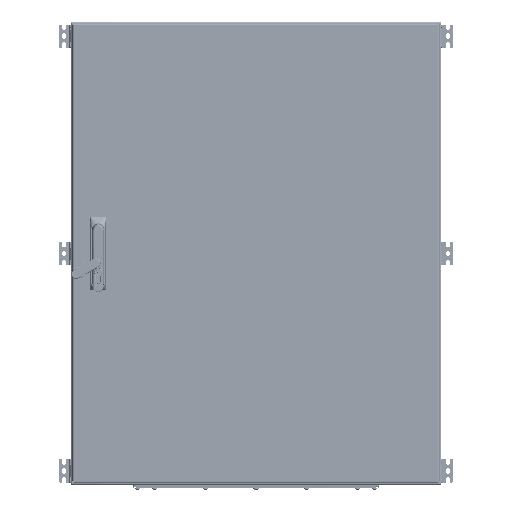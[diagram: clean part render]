
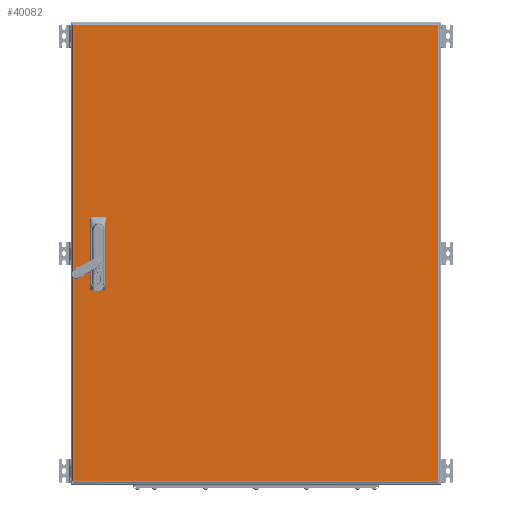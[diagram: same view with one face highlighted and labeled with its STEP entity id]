
A CAD part, top view. The second image highlights one B-rep face of the part: STEP entity #40082.
In plain terms, the highlighted planar face has unit normal (0, 0, 1).
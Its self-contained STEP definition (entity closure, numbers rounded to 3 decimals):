
#1035 = VECTOR ( 'NONE', #160052, 1000. ) ;
#4781 = VECTOR ( 'NONE', #162607, 1000. ) ;
#8600 = VERTEX_POINT ( 'NONE', #38668 ) ;
#10217 = CARTESIAN_POINT ( 'NONE',  ( -328.8, 75., 0. ) ) ;
#10830 = EDGE_CURVE ( 'NONE', #66889, #63860, #120968, .T. ) ;
#11314 = LINE ( 'NONE', #176770, #1035 ) ;
#12137 = VERTEX_POINT ( 'NONE', #50985 ) ;
#13563 = ORIENTED_EDGE ( 'NONE', *, *, #131606, .T. ) ;
#15357 = CARTESIAN_POINT ( 'NONE',  ( -353.8, -75., 0. ) ) ;
#20421 = ORIENTED_EDGE ( 'NONE', *, *, #107550, .F. ) ;
#22575 = VERTEX_POINT ( 'NONE', #83985 ) ;
#23053 = CARTESIAN_POINT ( 'NONE',  ( 394.293, 493., 0. ) ) ;
#23344 = CARTESIAN_POINT ( 'NONE',  ( 393., -494.293, 0. ) ) ;
#25234 = FACE_BOUND ( 'NONE', #65747, .T. ) ;
#25282 = ORIENTED_EDGE ( 'NONE', *, *, #47279, .F. ) ;
#25845 = ORIENTED_EDGE ( 'NONE', *, *, #35348, .F. ) ;
#26419 = CARTESIAN_POINT ( 'NONE',  ( -328.8, -75., 0. ) ) ;
#28946 = ORIENTED_EDGE ( 'NONE', *, *, #10830, .T. ) ;
#29074 = ORIENTED_EDGE ( 'NONE', *, *, #109247, .F. ) ;
#32307 = CARTESIAN_POINT ( 'NONE',  ( -353.8, -75., 0. ) ) ;
#33263 = CARTESIAN_POINT ( 'NONE',  ( 393., 493., 0. ) ) ;
#34829 = VECTOR ( 'NONE', #130549, 1000. ) ;
#35348 = EDGE_CURVE ( 'NONE', #8600, #44097, #116332, .T. ) ;
#35881 = CARTESIAN_POINT ( 'NONE',  ( -353.8, 25., 0. ) ) ;
#37146 = LINE ( 'NONE', #23344, #144908 ) ;
#38296 = VECTOR ( 'NONE', #174522, 1000. ) ;
#38668 = CARTESIAN_POINT ( 'NONE',  ( -353.8, 75., 0. ) ) ;
#39654 = EDGE_LOOP ( 'NONE', ( #99052, #13563, #175184, #28946 ) ) ;
#40082 = ADVANCED_FACE ( 'NONE', ( #25234, #73376, #71431 ), #42851, .F. ) ;
#42288 = ORIENTED_EDGE ( 'NONE', *, *, #133762, .T. ) ;
#42851 = PLANE ( 'NONE',  #191061 ) ;
#43363 = ORIENTED_EDGE ( 'NONE', *, *, #168915, .T. ) ;
#43501 = CARTESIAN_POINT ( 'NONE',  ( 0., 25., 0. ) ) ;
#44097 = VERTEX_POINT ( 'NONE', #35881 ) ;
#47279 = EDGE_CURVE ( 'NONE', #141766, #8600, #11314, .T. ) ;
#50051 = CARTESIAN_POINT ( 'NONE',  ( -328.8, 0., 0. ) ) ;
#50985 = CARTESIAN_POINT ( 'NONE',  ( -328.8, -25., 0. ) ) ;
#53352 = EDGE_CURVE ( 'NONE', #84253, #66889, #128393, .T. ) ;
#54494 = CARTESIAN_POINT ( 'NONE',  ( -328.8, -25., 0. ) ) ;
#57473 = EDGE_CURVE ( 'NONE', #64486, #44097, #147947, .T. ) ;
#59461 = VERTEX_POINT ( 'NONE', #26419 ) ;
#59950 = CARTESIAN_POINT ( 'NONE',  ( -353.8, -25., 0. ) ) ;
#62801 = CARTESIAN_POINT ( 'NONE',  ( -393., 494.293, 0. ) ) ;
#63831 = LINE ( 'NONE', #50051, #138360 ) ;
#63860 = VERTEX_POINT ( 'NONE', #121759 ) ;
#64486 = VERTEX_POINT ( 'NONE', #173710 ) ;
#64695 = VECTOR ( 'NONE', #175652, 1000. ) ;
#65747 = EDGE_LOOP ( 'NONE', ( #25845, #25282, #43363, #166878 ) ) ;
#66889 = VERTEX_POINT ( 'NONE', #104040 ) ;
#69175 = DIRECTION ( 'NONE',  ( -1., 0., 0. ) ) ;
#70603 = EDGE_LOOP ( 'NONE', ( #42288, #147049, #20421, #29074 ) ) ;
#71431 = FACE_BOUND ( 'NONE', #70603, .T. ) ;
#72740 = DIRECTION ( 'NONE',  ( 0., 1., 0. ) ) ;
#73376 = FACE_OUTER_BOUND ( 'NONE', #39654, .T. ) ;
#82140 = LINE ( 'NONE', #54494, #64695 ) ;
#83408 = DIRECTION ( 'NONE',  ( 0., 1., 0. ) ) ;
#83985 = CARTESIAN_POINT ( 'NONE',  ( 393., -493., 0. ) ) ;
#84253 = VERTEX_POINT ( 'NONE', #33263 ) ;
#85275 = DIRECTION ( 'NONE',  ( 0., 0., -1. ) ) ;
#88186 = CARTESIAN_POINT ( 'NONE',  ( 0., 0., 0. ) ) ;
#94120 = VECTOR ( 'NONE', #72740, 1000. ) ;
#94210 = VERTEX_POINT ( 'NONE', #59950 ) ;
#97664 = VERTEX_POINT ( 'NONE', #15357 ) ;
#99052 = ORIENTED_EDGE ( 'NONE', *, *, #129157, .T. ) ;
#102552 = CARTESIAN_POINT ( 'NONE',  ( -353.8, 0., 0. ) ) ;
#103829 = VECTOR ( 'NONE', #125475, 1000. ) ;
#104040 = CARTESIAN_POINT ( 'NONE',  ( -393., 493., 0. ) ) ;
#107550 = EDGE_CURVE ( 'NONE', #12137, #94210, #82140, .T. ) ;
#109247 = EDGE_CURVE ( 'NONE', #59461, #12137, #188325, .T. ) ;
#116332 = LINE ( 'NONE', #102552, #4781 ) ;
#120968 = LINE ( 'NONE', #62801, #129608 ) ;
#121759 = CARTESIAN_POINT ( 'NONE',  ( -393., -493., 0. ) ) ;
#123935 = DIRECTION ( 'NONE',  ( 0., -1., 0. ) ) ;
#125475 = DIRECTION ( 'NONE',  ( -1., 0., 0. ) ) ;
#128393 = LINE ( 'NONE', #23053, #103829 ) ;
#129157 = EDGE_CURVE ( 'NONE', #63860, #22575, #158182, .T. ) ;
#129608 = VECTOR ( 'NONE', #151489, 1000. ) ;
#130549 = DIRECTION ( 'NONE',  ( 1., 0., 0. ) ) ;
#131606 = EDGE_CURVE ( 'NONE', #22575, #84253, #37146, .T. ) ;
#132774 = VECTOR ( 'NONE', #148217, 1000. ) ;
#133762 = EDGE_CURVE ( 'NONE', #59461, #97664, #161057, .T. ) ;
#138360 = VECTOR ( 'NONE', #123935, 1000. ) ;
#141766 = VERTEX_POINT ( 'NONE', #10217 ) ;
#144908 = VECTOR ( 'NONE', #83408, 1000. ) ;
#145360 = DIRECTION ( 'NONE',  ( -1., 0., 0. ) ) ;
#147049 = ORIENTED_EDGE ( 'NONE', *, *, #151394, .T. ) ;
#147947 = LINE ( 'NONE', #43501, #183326 ) ;
#148217 = DIRECTION ( 'NONE',  ( -1., 0., 0. ) ) ;
#151394 = EDGE_CURVE ( 'NONE', #97664, #94210, #167238, .T. ) ;
#151489 = DIRECTION ( 'NONE',  ( 0., -1., 0. ) ) ;
#156839 = CARTESIAN_POINT ( 'NONE',  ( -328.8, -75., 0. ) ) ;
#158182 = LINE ( 'NONE', #174903, #34829 ) ;
#160052 = DIRECTION ( 'NONE',  ( -1., 0., 0. ) ) ;
#161057 = LINE ( 'NONE', #193517, #132774 ) ;
#162607 = DIRECTION ( 'NONE',  ( 0., -1., 0. ) ) ;
#166878 = ORIENTED_EDGE ( 'NONE', *, *, #57473, .T. ) ;
#167238 = LINE ( 'NONE', #32307, #94120 ) ;
#168915 = EDGE_CURVE ( 'NONE', #141766, #64486, #63831, .T. ) ;
#173710 = CARTESIAN_POINT ( 'NONE',  ( -328.8, 25., 0. ) ) ;
#174522 = DIRECTION ( 'NONE',  ( 0., 1., 0. ) ) ;
#174903 = CARTESIAN_POINT ( 'NONE',  ( -394.293, -493., 0. ) ) ;
#175184 = ORIENTED_EDGE ( 'NONE', *, *, #53352, .T. ) ;
#175652 = DIRECTION ( 'NONE',  ( -1., 0., 0. ) ) ;
#176770 = CARTESIAN_POINT ( 'NONE',  ( 0., 75., 0. ) ) ;
#183326 = VECTOR ( 'NONE', #69175, 1000. ) ;
#188325 = LINE ( 'NONE', #156839, #38296 ) ;
#191061 = AXIS2_PLACEMENT_3D ( 'NONE', #88186, #85275, #145360 ) ;
#193517 = CARTESIAN_POINT ( 'NONE',  ( -328.8, -75., 0. ) ) ;
